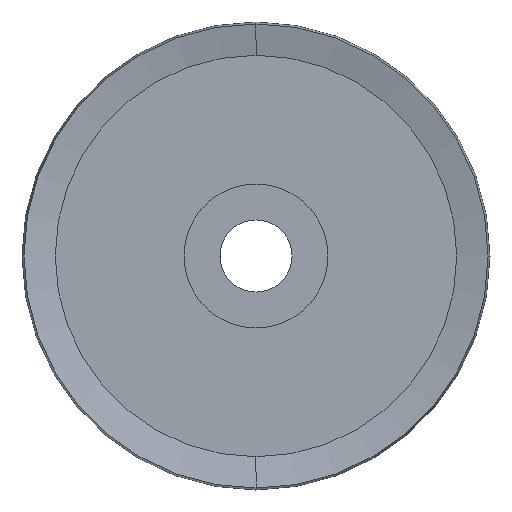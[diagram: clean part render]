
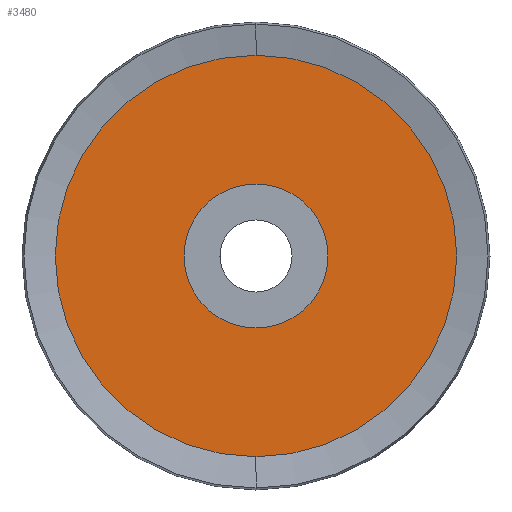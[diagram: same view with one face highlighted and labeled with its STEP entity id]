
A CAD part, left-side view. The second image highlights one B-rep face of the part: STEP entity #3480.
In plain terms, the highlighted planar face has unit normal (-1, 0, 0).
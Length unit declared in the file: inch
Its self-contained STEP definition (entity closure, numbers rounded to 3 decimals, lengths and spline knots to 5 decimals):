
#70 = CARTESIAN_POINT ( 'NONE',  ( 0.0325, 0., 0. ) ) ;
#240 = EDGE_LOOP ( 'NONE', ( #6365, #4021 ) ) ;
#310 = VERTEX_POINT ( 'NONE', #1606 ) ;
#319 = DIRECTION ( 'NONE',  ( 0., 0., 1. ) ) ;
#494 = DIRECTION ( 'NONE',  ( -1., 0., 0. ) ) ;
#667 = EDGE_CURVE ( 'NONE', #3013, #310, #7298, .T. ) ;
#708 = DIRECTION ( 'NONE',  ( 0., 0., 1. ) ) ;
#931 = DIRECTION ( 'NONE',  ( -1., 0., 0. ) ) ;
#1311 = CARTESIAN_POINT ( 'NONE',  ( 0.0325, 0., -0.25 ) ) ;
#1427 = FACE_OUTER_BOUND ( 'NONE', #3476, .T. ) ;
#1606 = CARTESIAN_POINT ( 'NONE',  ( 0.0325, 0., -0.69708 ) ) ;
#1876 = EDGE_CURVE ( 'NONE', #3994, #3981, #5439, .T. ) ;
#2258 = ORIENTED_EDGE ( 'NONE', *, *, #5847, .T. ) ;
#2806 = DIRECTION ( 'NONE',  ( -1., 0., 0. ) ) ;
#3013 = VERTEX_POINT ( 'NONE', #3857 ) ;
#3368 = CIRCLE ( 'NONE', #6864, 0.69708 ) ;
#3476 = EDGE_LOOP ( 'NONE', ( #5021, #2258 ) ) ;
#3480 = ADVANCED_FACE ( 'NONE', ( #4451, #1427 ), #6427, .T. ) ;
#3857 = CARTESIAN_POINT ( 'NONE',  ( 0.0325, 0., 0.69708 ) ) ;
#3959 = DIRECTION ( 'NONE',  ( -1., 0., 0. ) ) ;
#3981 = VERTEX_POINT ( 'NONE', #6776 ) ;
#3994 = VERTEX_POINT ( 'NONE', #1311 ) ;
#4021 = ORIENTED_EDGE ( 'NONE', *, *, #6242, .F. ) ;
#4133 = CARTESIAN_POINT ( 'NONE',  ( 0.0325, 0., 0. ) ) ;
#4139 = AXIS2_PLACEMENT_3D ( 'NONE', #70, #4330, #708 ) ;
#4330 = DIRECTION ( 'NONE',  ( -1., 0., 0. ) ) ;
#4451 = FACE_BOUND ( 'NONE', #240, .T. ) ;
#4553 = CARTESIAN_POINT ( 'NONE',  ( 0.0325, 0., 0. ) ) ;
#4731 = DIRECTION ( 'NONE',  ( 0., 0., 1. ) ) ;
#4850 = AXIS2_PLACEMENT_3D ( 'NONE', #5212, #2806, #7072 ) ;
#4880 = AXIS2_PLACEMENT_3D ( 'NONE', #4553, #931, #5164 ) ;
#5021 = ORIENTED_EDGE ( 'NONE', *, *, #667, .T. ) ;
#5164 = DIRECTION ( 'NONE',  ( 0., 0., 1. ) ) ;
#5212 = CARTESIAN_POINT ( 'NONE',  ( 0.0325, 0., 0. ) ) ;
#5335 = AXIS2_PLACEMENT_3D ( 'NONE', #7617, #3959, #319 ) ;
#5439 = CIRCLE ( 'NONE', #4139, 0.25 ) ;
#5847 = EDGE_CURVE ( 'NONE', #310, #3013, #3368, .T. ) ;
#6242 = EDGE_CURVE ( 'NONE', #3981, #3994, #7002, .T. ) ;
#6365 = ORIENTED_EDGE ( 'NONE', *, *, #1876, .F. ) ;
#6427 = PLANE ( 'NONE',  #4850 ) ;
#6776 = CARTESIAN_POINT ( 'NONE',  ( 0.0325, 0., 0.25 ) ) ;
#6864 = AXIS2_PLACEMENT_3D ( 'NONE', #4133, #494, #4731 ) ;
#7002 = CIRCLE ( 'NONE', #5335, 0.25 ) ;
#7072 = DIRECTION ( 'NONE',  ( 0., 0., 1. ) ) ;
#7298 = CIRCLE ( 'NONE', #4880, 0.69708 ) ;
#7617 = CARTESIAN_POINT ( 'NONE',  ( 0.0325, 0., 0. ) ) ;
